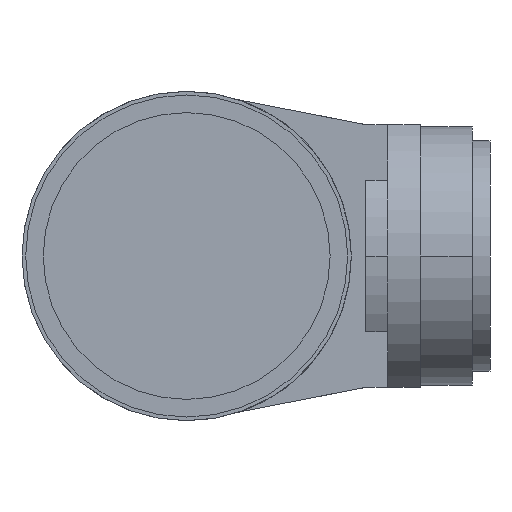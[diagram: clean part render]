
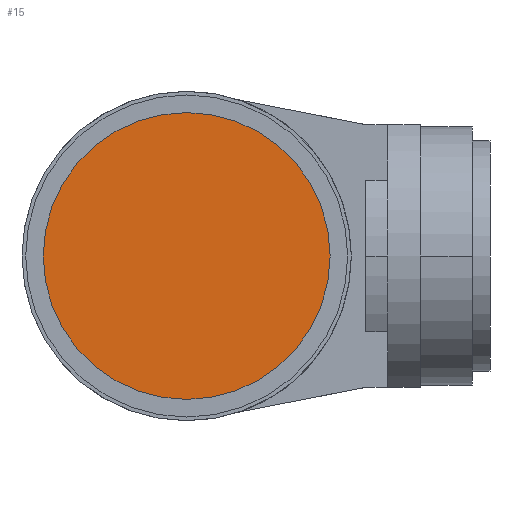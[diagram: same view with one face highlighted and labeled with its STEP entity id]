
A CAD part, front view. The second image highlights one B-rep face of the part: STEP entity #15.
In plain terms, the highlighted planar face has unit normal (0, -1, 0).
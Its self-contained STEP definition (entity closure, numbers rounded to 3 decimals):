
#15 = ADVANCED_FACE ( 'NONE', ( #1636 ), #2971, .F. ) ;
#90 = AXIS2_PLACEMENT_3D ( 'NONE', #2572, #2587, #2831 ) ;
#93 = CARTESIAN_POINT ( 'NONE',  ( 2980., -285., 3350. ) ) ;
#361 = CIRCLE ( 'NONE', #90, 196. ) ;
#530 = EDGE_LOOP ( 'NONE', ( #1634, #2757 ) ) ;
#774 = CARTESIAN_POINT ( 'NONE',  ( 2784., -285., 3350. ) ) ;
#853 = EDGE_CURVE ( 'NONE', #3157, #893, #361, .T. ) ;
#893 = VERTEX_POINT ( 'NONE', #774 ) ;
#1070 = CIRCLE ( 'NONE', #2975, 196. ) ;
#1146 = DIRECTION ( 'NONE',  ( -1., 0., 0. ) ) ;
#1344 = CARTESIAN_POINT ( 'NONE',  ( 3176., -285., 3350. ) ) ;
#1396 = EDGE_CURVE ( 'NONE', #893, #3157, #1070, .T. ) ;
#1634 = ORIENTED_EDGE ( 'NONE', *, *, #1396, .F. ) ;
#1636 = FACE_OUTER_BOUND ( 'NONE', #530, .T. ) ;
#1766 = CARTESIAN_POINT ( 'NONE',  ( 2980., -285., 3350. ) ) ;
#2295 = DIRECTION ( 'NONE',  ( 0., 1., 0. ) ) ;
#2572 = CARTESIAN_POINT ( 'NONE',  ( 2980., -285., 3350. ) ) ;
#2587 = DIRECTION ( 'NONE',  ( 0., 1., 0. ) ) ;
#2757 = ORIENTED_EDGE ( 'NONE', *, *, #853, .F. ) ;
#2831 = DIRECTION ( 'NONE',  ( -1., 0., 0. ) ) ;
#2971 = PLANE ( 'NONE',  #2993 ) ;
#2975 = AXIS2_PLACEMENT_3D ( 'NONE', #1766, #2295, #3330 ) ;
#2993 = AXIS2_PLACEMENT_3D ( 'NONE', #93, #3242, #1146 ) ;
#3157 = VERTEX_POINT ( 'NONE', #1344 ) ;
#3242 = DIRECTION ( 'NONE',  ( 0., 1., 0. ) ) ;
#3330 = DIRECTION ( 'NONE',  ( -1., 0., 0. ) ) ;
